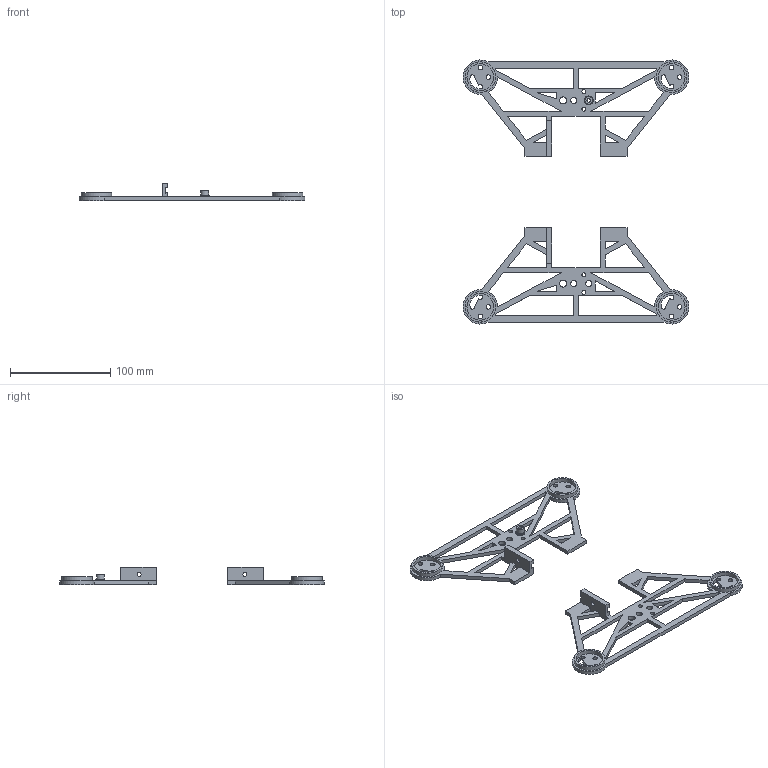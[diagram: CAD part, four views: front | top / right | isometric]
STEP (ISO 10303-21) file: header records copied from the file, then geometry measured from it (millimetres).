
FILE_DESCRIPTION(/* description */ ('STEP AP242','CAx-IF Rec.Pracs.---Representation and Presentation of Product Manufacturing Information (PMI)---4.0---2014-10-13','CAx-IF Rec.Pracs.---3D Tessellated Geometry---0.4---2014-09-14','2;1'),/* implementation_level */ '2;1');
FILE_NAME(/* name */ '67657cf767f02c7fbb44ffb9',/* time_stamp */ '2024-12-20T14:19:36Z',/* author */ (''),/* organization */ (''),/* preprocessor_version */ 'ST-DEVELOPER v20',/* originating_system */ 'ONSHAPE BY PTC INC, 1.191',/* authorisation */ ' ');
FILE_SCHEMA (('AP242_MANAGED_MODEL_BASED_3D_ENGINEERING_MIM_LF { 1 0 10303 442 1 1 4 }'));
Length unit declared in the file: metre
Products named in the file (2): Part 2; Part 1
Bounding box: 224.78 x 262.88 x 17.53 mm (x, y, z)
Volume: 61168.8 mm3; surface area: 49327.4 mm2
Topology: 2 solids, 2 shells, 188 faces, 541 edges, 364 vertices
Faces by surface type: plane 123, cylinder 61, bspline 4
Full cylindrical faces by diameter (mm): 3.5 x1, 4 x6, 4.5 x8, 6 x4, 7 x2, 7.62 x1, 8.89 x1, 26.67 x4, 30.48 x4
Entity records: 6161 total; most frequent: CARTESIAN_POINT 1088, ORIENTED_EDGE 1000, DIRECTION 986, EDGE_CURVE 500, LINE 370, VECTOR 370, VERTEX_POINT 354, EDGE_LOOP 314
